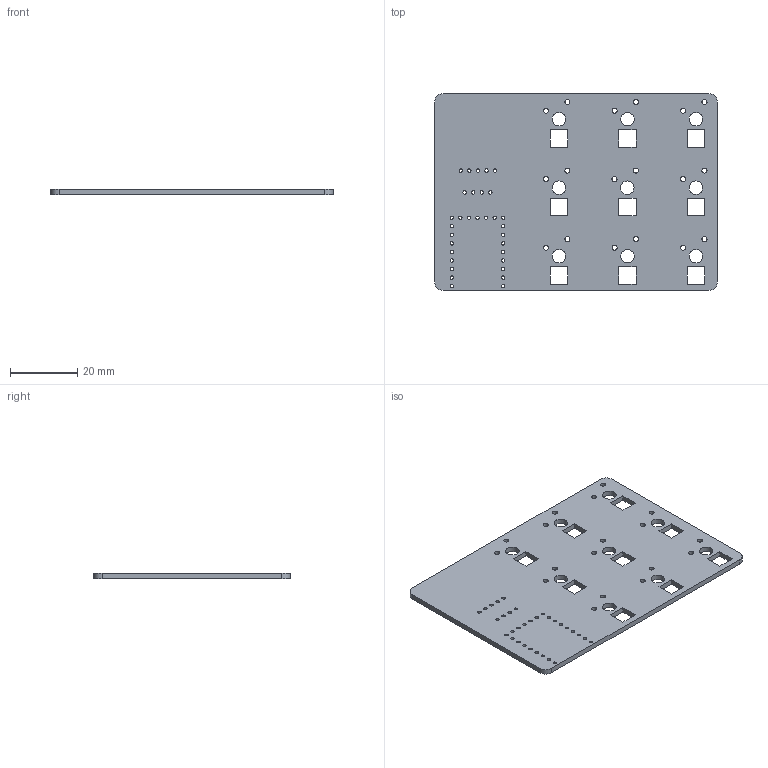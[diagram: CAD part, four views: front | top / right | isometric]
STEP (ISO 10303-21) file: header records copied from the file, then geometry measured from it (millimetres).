
FILE_DESCRIPTION(('KiCad electronic assembly'),'2;1');
FILE_NAME('keyboard_V3.step','2022-06-13T08:11:21',('Pcbnew'),('Kicad'), 'Open CASCADE STEP processor 7.6','KiCad to STEP converter','Unknown' );
FILE_SCHEMA(('AUTOMOTIVE_DESIGN { 1 0 10303 214 1 1 1 1 }'));
Length unit declared in the file: millimetre
Products named in the file (2): keyboard_V3 1; keyboard_V3 PCB
Assembly tree (1 placements, depth 2):
  keyboard_V3 1
    keyboard_V3 PCB
Bounding box: 83.82 x 58.42 x 1.6 mm (x, y, z)
Volume: 7165.6 mm3; surface area: 10181.8 mm2
Topology: 1 solids, 1 shells, 105 faces, 309 edges, 206 vertices
Faces by surface type: cylinder 63, plane 42
Full cylindrical faces by diameter (mm): 1 x32, 1.5 x18, 4 x9
Entity records: 7885 total; most frequent: DIRECTION 1267, CARTESIAN_POINT 1240, LINE 675, VECTOR 675, ORIENTED_EDGE 618, PCURVE 618, DEFINITIONAL_REPRESENTATION 618, EDGE_CURVE 309
